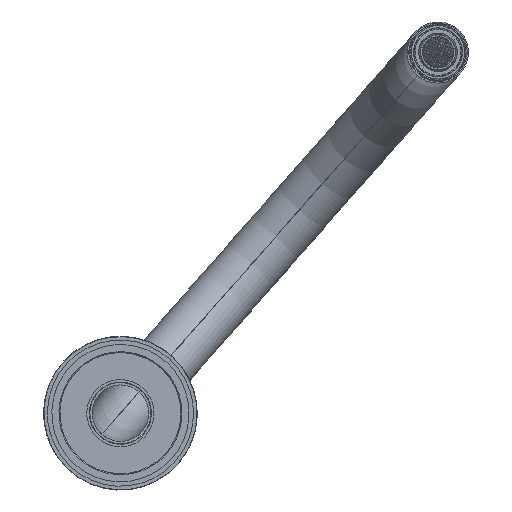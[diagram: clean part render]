
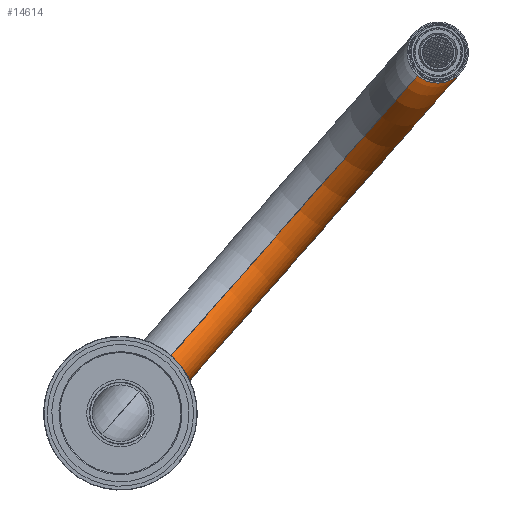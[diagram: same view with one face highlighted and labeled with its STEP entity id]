
A CAD part, front view. The second image highlights one B-rep face of the part: STEP entity #14614.
In plain terms, the highlighted toroidal (fillet/blend) face has major radius 125 mm and minor radius 15.9 mm.
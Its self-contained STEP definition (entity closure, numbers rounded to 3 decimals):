
#1722 = CARTESIAN_POINT ( 'NONE',  ( 159.436, 700., 172.671 ) ) ;
#1797 = CARTESIAN_POINT ( 'NONE',  ( 172.539, 700., 173.517 ) ) ;
#1881 = CARTESIAN_POINT ( 'NONE',  ( 180.436, 700., 183.425 ) ) ;
#1964 = CARTESIAN_POINT ( 'NONE',  ( 178.897, 700., 195.519 ) ) ;
#2671 = CARTESIAN_POINT ( 'NONE',  ( 0., 694.1, 0. ) ) ;
#3255 = DIRECTION ( 'NONE',  ( -0.661, 0., -0.751 ) ) ;
#3284 = DIRECTION ( 'NONE',  ( 0.751, 0., -0.661 ) ) ;
#3325 = CIRCLE ( 'NONE', #6441, 15.9 ) ;
#3457 = CARTESIAN_POINT ( 'NONE',  ( 154.555, 700., 175.616 ) ) ;
#3551 = CARTESIAN_POINT ( 'NONE',  ( 82.583, 694.1, 93.836 ) ) ;
#3723 = CARTESIAN_POINT ( 'NONE',  ( 161.923, 700., 171.932 ) ) ;
#3811 = CARTESIAN_POINT ( 'NONE',  ( 173.881, 700., 174.317 ) ) ;
#3889 = CARTESIAN_POINT ( 'NONE',  ( 180.77, 700., 184.95 ) ) ;
#3969 = CARTESIAN_POINT ( 'NONE',  ( 177.405, 700., 197.642 ) ) ;
#4722 = DIRECTION ( 'NONE',  ( 0.661, 0., 0.751 ) ) ;
#4756 = CARTESIAN_POINT ( 'NONE',  ( 175.588, 700., 199.514 ) ) ;
#5472 = VERTEX_POINT ( 'NONE', #18153 ) ;
#5739 = CARTESIAN_POINT ( 'NONE',  ( 163.997, 700., 171.682 ) ) ;
#5819 = CARTESIAN_POINT ( 'NONE',  ( 175.559, 700., 175.569 ) ) ;
#5906 = CARTESIAN_POINT ( 'NONE',  ( 180.951, 700., 186.494 ) ) ;
#5994 = CARTESIAN_POINT ( 'NONE',  ( 176.351, 700., 198.809 ) ) ;
#6441 = AXIS2_PLACEMENT_3D ( 'NONE', #2671, #16434, #4722 ) ;
#6631 = DIRECTION ( 'NONE',  ( 0.751, 0., -0.661 ) ) ;
#6972 = DIRECTION ( 'NONE',  ( 0.751, 0., -0.661 ) ) ;
#7208 = CIRCLE ( 'NONE', #22387, 140.9 ) ;
#7625 = CARTESIAN_POINT ( 'NONE',  ( 155.342, 700., 174.923 ) ) ;
#7789 = CARTESIAN_POINT ( 'NONE',  ( 165.563, 700., 171.655 ) ) ;
#7881 = CARTESIAN_POINT ( 'NONE',  ( 177.347, 700., 177.446 ) ) ;
#7962 = CARTESIAN_POINT ( 'NONE',  ( 180.982, 700., 188.058 ) ) ;
#8041 = CARTESIAN_POINT ( 'NONE',  ( 175.588, 700., 199.514 ) ) ;
#9733 = CARTESIAN_POINT ( 'NONE',  ( 168.14, 700., 171.923 ) ) ;
#9820 = CARTESIAN_POINT ( 'NONE',  ( 178.286, 700., 178.707 ) ) ;
#9894 = VERTEX_POINT ( 'NONE', #20406 ) ;
#9902 = CARTESIAN_POINT ( 'NONE',  ( 180.715, 700., 190.653 ) ) ;
#10024 = ORIENTED_EDGE ( 'NONE', *, *, #17098, .T. ) ;
#10334 = ORIENTED_EDGE ( 'NONE', *, *, #22512, .T. ) ;
#10671 = FACE_OUTER_BOUND ( 'NONE', #14293, .T. ) ;
#10854 = ORIENTED_EDGE ( 'NONE', *, *, #20300, .F. ) ;
#11661 = CARTESIAN_POINT ( 'NONE',  ( 157.531, 700., 173.538 ) ) ;
#11750 = CARTESIAN_POINT ( 'NONE',  ( 170.16, 700., 172.488 ) ) ;
#11835 = CARTESIAN_POINT ( 'NONE',  ( 179.352, 700., 180.493 ) ) ;
#11921 = CARTESIAN_POINT ( 'NONE',  ( 180.16, 700., 192.652 ) ) ;
#13520 = CARTESIAN_POINT ( 'NONE',  ( 154.555, 700., 175.616 ) ) ;
#13557 = ORIENTED_EDGE ( 'NONE', *, *, #23498, .F. ) ;
#13601 = CARTESIAN_POINT ( 'NONE',  ( 158.947, 700., 172.865 ) ) ;
#13684 = CARTESIAN_POINT ( 'NONE',  ( 171.609, 700., 173.059 ) ) ;
#13700 = VERTEX_POINT ( 'NONE', #13520 ) ;
#13772 = CARTESIAN_POINT ( 'NONE',  ( 180.29, 700., 182.918 ) ) ;
#13854 = CARTESIAN_POINT ( 'NONE',  ( 179.585, 700., 194.116 ) ) ;
#14293 = EDGE_LOOP ( 'NONE', ( #10024, #10334, #10854, #13557 ) ) ;
#14614 = ADVANCED_FACE ( 'NONE', ( #10671 ), #19002, .T. ) ;
#15291 = B_SPLINE_CURVE_WITH_KNOTS ( 'NONE', 3,
 ( #3457, #7625, #22706, #11661, #24312, #13601, #1722, #15529, #3723, #17389, #5739, #19276, #7789, #21100, #9733, #22770, #11750, #24374, #13684, #1797, #15607, #3811, #17465, #5819, #19360, #7881, #21175, #9820, #22844, #11835, #24431, #13772, #1881, #15689, #3889, #17547, #5906, #19444, #7962, #21246, #9902, #22911, #11921, #24487, #13854, #1964, #15767, #3969, #17623, #5994, #19519, #8041 ),
 .UNSPECIFIED., .F., .F.,
 ( 4, 2, 2, 2, 2, 2, 2, 2, 2, 2, 2, 2, 2, 2, 2, 2, 2, 2, 2, 2, 2, 2, 2, 2, 2, 4 ),
 ( 0.006, 0.009, 0.01, 0.012, 0.015, 0.017, 0.018, 0.021, 0.023, 0.024, 0.026, 0.027, 0.03, 0.032, 0.034, 0.037, 0.038, 0.04, 0.041, 0.043, 0.046, 0.048, 0.049, 0.052, 0.054, 0.055 ),
 .UNSPECIFIED. ) ;
#15529 = CARTESIAN_POINT ( 'NONE',  ( 160.914, 700., 172.168 ) ) ;
#15607 = CARTESIAN_POINT ( 'NONE',  ( 172.994, 700., 173.768 ) ) ;
#15689 = CARTESIAN_POINT ( 'NONE',  ( 180.676, 700., 184.44 ) ) ;
#15767 = CARTESIAN_POINT ( 'NONE',  ( 178.352, 700., 196.4 ) ) ;
#16434 = DIRECTION ( 'NONE',  ( 0., 1., 0. ) ) ;
#17098 = EDGE_CURVE ( 'NONE', #5472, #9894, #3325, .T. ) ;
#17389 = CARTESIAN_POINT ( 'NONE',  ( 163.472, 700., 171.726 ) ) ;
#17465 = CARTESIAN_POINT ( 'NONE',  ( 174.315, 700., 174.617 ) ) ;
#17547 = CARTESIAN_POINT ( 'NONE',  ( 180.908, 700., 185.978 ) ) ;
#17623 = CARTESIAN_POINT ( 'NONE',  ( 177.065, 700., 198.044 ) ) ;
#18153 = CARTESIAN_POINT ( 'NONE',  ( 10.504, 694.1, 11.936 ) ) ;
#18198 = CARTESIAN_POINT ( 'NONE',  ( 82.583, 694.1, 93.836 ) ) ;
#18515 = CARTESIAN_POINT ( 'NONE',  ( 82.583, 694.1, 93.836 ) ) ;
#19002 = TOROIDAL_SURFACE ( 'NONE', #24399, 125., 15.9 ) ;
#19276 = CARTESIAN_POINT ( 'NONE',  ( 165.043, 700., 171.647 ) ) ;
#19360 = CARTESIAN_POINT ( 'NONE',  ( 176.317, 700., 176.276 ) ) ;
#19444 = CARTESIAN_POINT ( 'NONE',  ( 180.989, 700., 187.533 ) ) ;
#19519 = CARTESIAN_POINT ( 'NONE',  ( 175.977, 700., 199.172 ) ) ;
#20084 = DIRECTION ( 'NONE',  ( -0.661, 0., -0.751 ) ) ;
#20300 = EDGE_CURVE ( 'NONE', #13700, #23877, #15291, .T. ) ;
#20396 = DIRECTION ( 'NONE',  ( -0.661, 0., -0.751 ) ) ;
#20406 = CARTESIAN_POINT ( 'NONE',  ( -10.504, 694.1, -11.936 ) ) ;
#20714 = AXIS2_PLACEMENT_3D ( 'NONE', #18198, #6631, #20084 ) ;
#21100 = CARTESIAN_POINT ( 'NONE',  ( 167.115, 700., 171.756 ) ) ;
#21175 = CARTESIAN_POINT ( 'NONE',  ( 177.673, 700., 177.854 ) ) ;
#21246 = CARTESIAN_POINT ( 'NONE',  ( 180.883, 700., 189.628 ) ) ;
#22387 = AXIS2_PLACEMENT_3D ( 'NONE', #18515, #6972, #20396 ) ;
#22512 = EDGE_CURVE ( 'NONE', #9894, #23877, #7208, .T. ) ;
#22706 = CARTESIAN_POINT ( 'NONE',  ( 156.185, 700., 174.318 ) ) ;
#22770 = CARTESIAN_POINT ( 'NONE',  ( 169.661, 700., 172.328 ) ) ;
#22844 = CARTESIAN_POINT ( 'NONE',  ( 178.57, 700., 179.145 ) ) ;
#22911 = CARTESIAN_POINT ( 'NONE',  ( 180.317, 700., 192.156 ) ) ;
#23498 = EDGE_CURVE ( 'NONE', #5472, #13700, #24066, .T. ) ;
#23877 = VERTEX_POINT ( 'NONE', #4756 ) ;
#24066 = CIRCLE ( 'NONE', #20714, 109.1 ) ;
#24312 = CARTESIAN_POINT ( 'NONE',  ( 157.994, 700., 173.299 ) ) ;
#24374 = CARTESIAN_POINT ( 'NONE',  ( 171.133, 700., 172.854 ) ) ;
#24399 = AXIS2_PLACEMENT_3D ( 'NONE', #3551, #3284, #3255 ) ;
#24431 = CARTESIAN_POINT ( 'NONE',  ( 179.782, 700., 181.436 ) ) ;
#24487 = CARTESIAN_POINT ( 'NONE',  ( 179.794, 700., 193.632 ) ) ;
